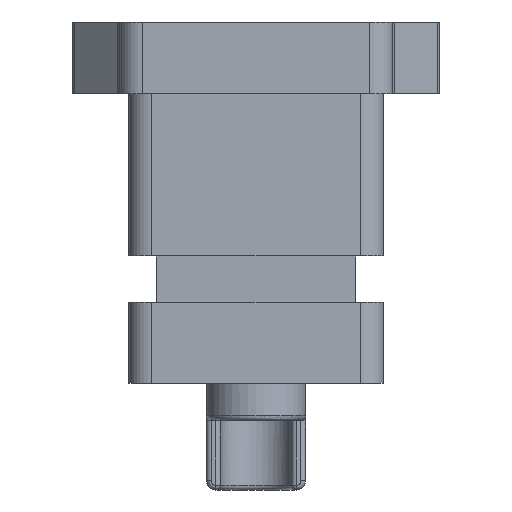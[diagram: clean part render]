
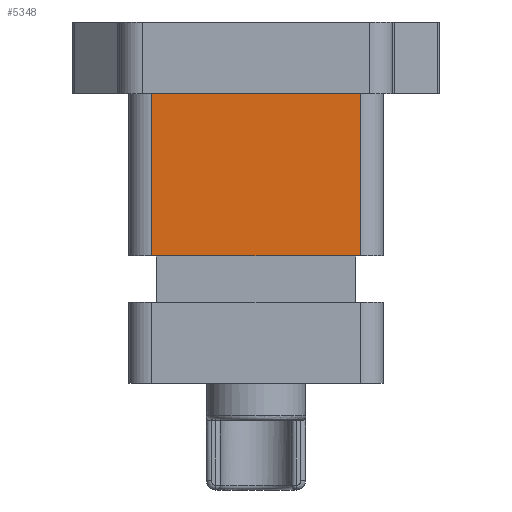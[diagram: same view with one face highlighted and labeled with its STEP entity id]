
A CAD part, left-side view. The second image highlights one B-rep face of the part: STEP entity #5348.
In plain terms, the highlighted planar face has unit normal (-1, 0, 0).
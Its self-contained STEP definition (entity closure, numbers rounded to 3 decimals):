
#364=PLANE('',#5747);
#552=FACE_OUTER_BOUND('',#877,.T.);
#877=EDGE_LOOP('',(#4068,#4069,#4070,#4071));
#1260=LINE('',#8506,#1767);
#1288=LINE('',#8597,#1795);
#1319=LINE('',#8661,#1826);
#1320=LINE('',#8663,#1827);
#1767=VECTOR('',#6211,1000.);
#1795=VECTOR('',#6291,1000.);
#1826=VECTOR('',#6384,1000.);
#1827=VECTOR('',#6387,1000.);
#2504=VERTEX_POINT('',#8503);
#2505=VERTEX_POINT('',#8505);
#2541=VERTEX_POINT('',#8594);
#2542=VERTEX_POINT('',#8596);
#3050=EDGE_CURVE('',#2504,#2505,#1260,.T.);
#3095=EDGE_CURVE('',#2542,#2541,#1288,.T.);
#3128=EDGE_CURVE('',#2504,#2542,#1319,.T.);
#3129=EDGE_CURVE('',#2505,#2541,#1320,.T.);
#4068=ORIENTED_EDGE('',*,*,#3095,.T.);
#4069=ORIENTED_EDGE('',*,*,#3129,.F.);
#4070=ORIENTED_EDGE('',*,*,#3050,.F.);
#4071=ORIENTED_EDGE('',*,*,#3128,.T.);
#5348=ADVANCED_FACE('',(#552),#364,.F.);
#5747=AXIS2_PLACEMENT_3D('',#8662,#6385,#6386);
#6211=DIRECTION('',(0.,1.,0.));
#6291=DIRECTION('',(0.,1.,0.));
#6384=DIRECTION('',(0.,0.,1.));
#6385=DIRECTION('center_axis',(1.,0.,0.));
#6386=DIRECTION('ref_axis',(0.,0.,-1.));
#6387=DIRECTION('',(0.,0.,1.));
#8503=CARTESIAN_POINT('',(-9.25,-4.5,-10.1));
#8505=CARTESIAN_POINT('',(-9.25,4.5,-10.1));
#8506=CARTESIAN_POINT('',(-9.25,-4.5,-10.1));
#8594=CARTESIAN_POINT('',(-9.25,4.5,-3.1));
#8596=CARTESIAN_POINT('',(-9.25,-4.5,-3.1));
#8597=CARTESIAN_POINT('',(-9.25,-4.5,-3.1));
#8661=CARTESIAN_POINT('',(-9.25,-4.5,-10.1));
#8662=CARTESIAN_POINT('Origin',(-9.25,-4.5,-10.1));
#8663=CARTESIAN_POINT('',(-9.25,4.5,-10.1));
